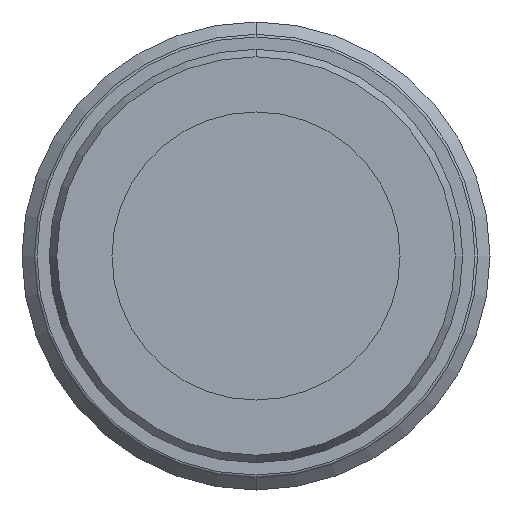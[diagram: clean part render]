
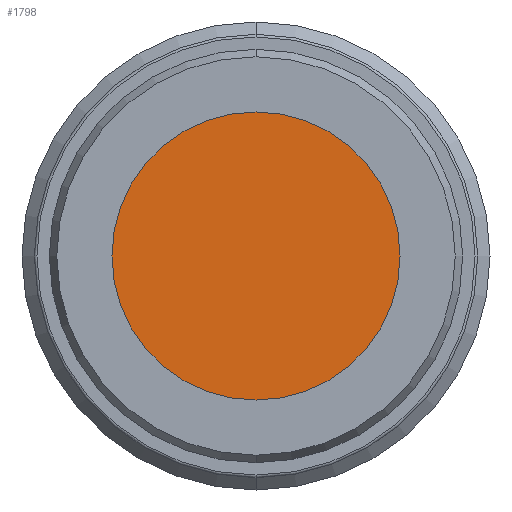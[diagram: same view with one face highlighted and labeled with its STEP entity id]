
A CAD part, front view. The second image highlights one B-rep face of the part: STEP entity #1798.
In plain terms, the highlighted planar face has unit normal (0, -1, 0).
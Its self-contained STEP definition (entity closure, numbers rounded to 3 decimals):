
#156 = CIRCLE ( 'NONE', #2182, 11.08 ) ;
#384 = CIRCLE ( 'NONE', #1200, 11.08 ) ;
#552 = CARTESIAN_POINT ( 'NONE',  ( 0., 1., -11.08 ) ) ;
#635 = CARTESIAN_POINT ( 'NONE',  ( 0., 1., 11.08 ) ) ;
#728 = ORIENTED_EDGE ( 'NONE', *, *, #2977, .T. ) ;
#779 = CARTESIAN_POINT ( 'NONE',  ( 0., 1., 0. ) ) ;
#1041 = DIRECTION ( 'NONE',  ( 0., 0., -1. ) ) ;
#1200 = AXIS2_PLACEMENT_3D ( 'NONE', #779, #2589, #1041 ) ;
#1289 = DIRECTION ( 'NONE',  ( 0., -1., 0. ) ) ;
#1309 = PLANE ( 'NONE',  #3270 ) ;
#1318 = DIRECTION ( 'NONE',  ( 0., -1., 0. ) ) ;
#1496 = FACE_OUTER_BOUND ( 'NONE', #2870, .T. ) ;
#1654 = EDGE_CURVE ( 'NONE', #3318, #2333, #384, .T. ) ;
#1798 = ADVANCED_FACE ( 'NONE', ( #1496 ), #1309, .T. ) ;
#2182 = AXIS2_PLACEMENT_3D ( 'NONE', #2823, #1289, #3085 ) ;
#2333 = VERTEX_POINT ( 'NONE', #552 ) ;
#2589 = DIRECTION ( 'NONE',  ( 0., -1., 0. ) ) ;
#2642 = ORIENTED_EDGE ( 'NONE', *, *, #1654, .T. ) ;
#2823 = CARTESIAN_POINT ( 'NONE',  ( 0., 1., 0. ) ) ;
#2845 = CARTESIAN_POINT ( 'NONE',  ( 0., 1., 0. ) ) ;
#2870 = EDGE_LOOP ( 'NONE', ( #728, #2642 ) ) ;
#2977 = EDGE_CURVE ( 'NONE', #2333, #3318, #156, .T. ) ;
#3085 = DIRECTION ( 'NONE',  ( 0., 0., -1. ) ) ;
#3117 = DIRECTION ( 'NONE',  ( 0., 0., -1. ) ) ;
#3270 = AXIS2_PLACEMENT_3D ( 'NONE', #2845, #1318, #3117 ) ;
#3318 = VERTEX_POINT ( 'NONE', #635 ) ;
